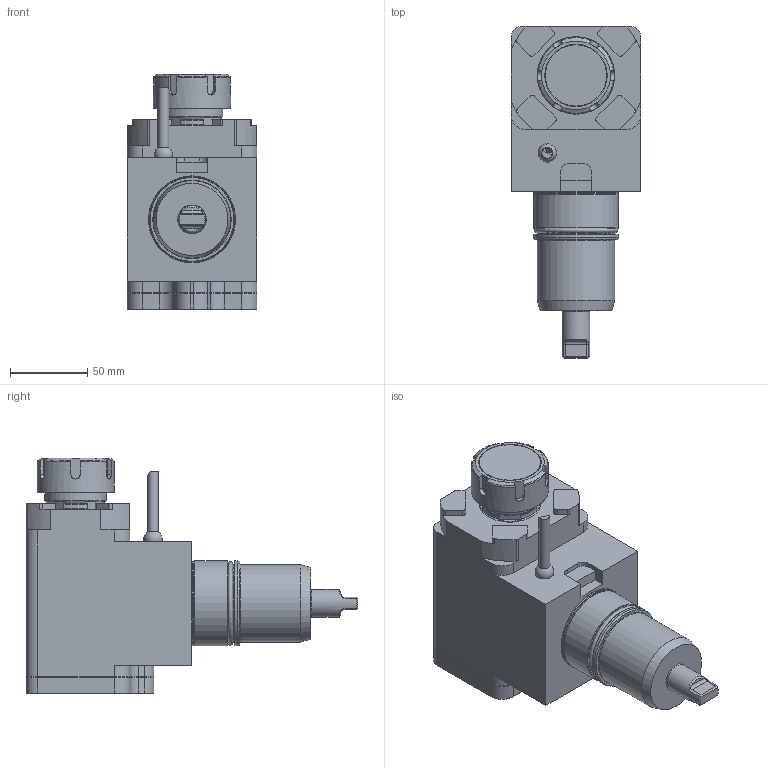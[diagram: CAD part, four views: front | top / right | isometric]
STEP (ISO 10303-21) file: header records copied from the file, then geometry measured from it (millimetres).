
FILE_DESCRIPTION (( 'STEP AP214' ), '1' );
FILE_NAME ('RRPPS32421UN55.STEP', '2023-03-16T15:46:20', ( '' ), ( '' ), 'SwSTEP 2.0', 'SolidWorks 2016', '' );
FILE_SCHEMA (( 'AUTOMOTIVE_DESIGN' ));
Length unit declared in the file: millimetre
Products named in the file (1): RRPPS32421UN55
Bounding box: 84 x 214.5 x 152.41 mm (x, y, z)
Volume: 1165923.6 mm3; surface area: 84619.6 mm2
Topology: 2 solids, 2 shells, 576 faces, 1536 edges, 1009 vertices
Faces by surface type: plane 326, cylinder 98, bspline 91, cone 43, torus 17, sphere 1
Full cylindrical faces by diameter (mm): 1.7 x1, 2.1 x1, 4 x1, 6.366 x1, 7 x1, 18 x1, 39.603 x1, 40 x1, 40.428 x1, 49.7 x1, 50 x2, 54.6 x1, 55 x2
Entity records: 26203 total; most frequent: CARTESIAN_POINT 9215, ORIENTED_EDGE 2972, DIRECTION 2415, EDGE_CURVE 1486, VERTEX_POINT 993, LINE 953, VECTOR 953, AXIS2_PLACEMENT_3D 731
